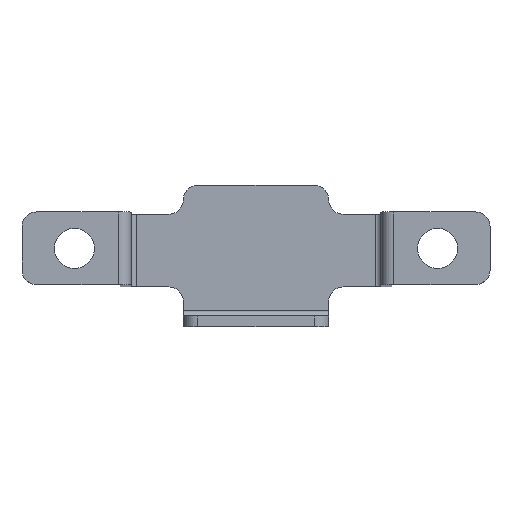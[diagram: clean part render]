
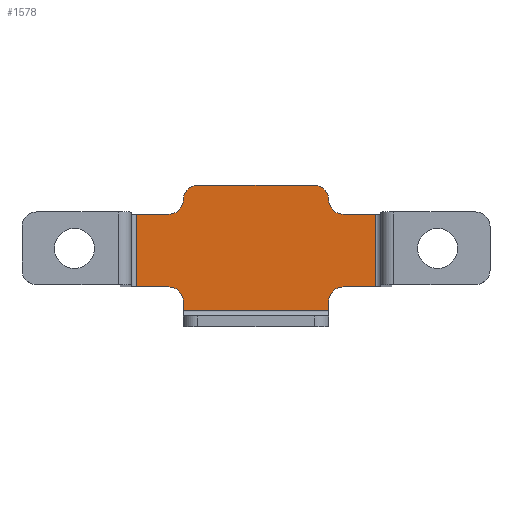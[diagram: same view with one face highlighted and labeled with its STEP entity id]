
A CAD part, top view. The second image highlights one B-rep face of the part: STEP entity #1578.
In plain terms, the highlighted planar face has unit normal (0, 0, 1).
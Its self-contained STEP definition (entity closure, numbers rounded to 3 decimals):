
#10 = FACE_OUTER_BOUND ( 'NONE', #1266, .T. ) ;
#18 = AXIS2_PLACEMENT_3D ( 'NONE', #939, #712, #424 ) ;
#24 = VECTOR ( 'NONE', #1530, 1000. ) ;
#26 = CARTESIAN_POINT ( 'NONE',  ( -12., -7., 0. ) ) ;
#34 = LINE ( 'NONE', #1224, #1406 ) ;
#45 = LINE ( 'NONE', #505, #24 ) ;
#47 = ORIENTED_EDGE ( 'NONE', *, *, #835, .F. ) ;
#78 = DIRECTION ( 'NONE',  ( 0., 0., 1. ) ) ;
#101 = AXIS2_PLACEMENT_3D ( 'NONE', #1500, #78, #722 ) ;
#117 = VECTOR ( 'NONE', #449, 1000. ) ;
#142 = AXIS2_PLACEMENT_3D ( 'NONE', #1109, #322, #974 ) ;
#143 = CARTESIAN_POINT ( 'NONE',  ( 10., 5., 0. ) ) ;
#164 = EDGE_CURVE ( 'NONE', #325, #236, #792, .T. ) ;
#168 = CIRCLE ( 'NONE', #142, 2. ) ;
#182 = ORIENTED_EDGE ( 'NONE', *, *, #1471, .F. ) ;
#221 = CARTESIAN_POINT ( 'NONE',  ( -10., 5., 0. ) ) ;
#236 = VERTEX_POINT ( 'NONE', #1670 ) ;
#255 = CARTESIAN_POINT ( 'NONE',  ( 0., -8.263, 0. ) ) ;
#295 = EDGE_CURVE ( 'NONE', #719, #418, #1383, .T. ) ;
#296 = CARTESIAN_POINT ( 'NONE',  ( -8., 7., 0. ) ) ;
#317 = ORIENTED_EDGE ( 'NONE', *, *, #1077, .T. ) ;
#322 = DIRECTION ( 'NONE',  ( 0., 0., -1. ) ) ;
#325 = VERTEX_POINT ( 'NONE', #1313 ) ;
#328 = CARTESIAN_POINT ( 'NONE',  ( 16.463, 5., 0. ) ) ;
#329 = CARTESIAN_POINT ( 'NONE',  ( 10., -8.263, 0. ) ) ;
#366 = VERTEX_POINT ( 'NONE', #1564 ) ;
#380 = CARTESIAN_POINT ( 'NONE',  ( 8., 9., 0. ) ) ;
#385 = EDGE_CURVE ( 'NONE', #1623, #1039, #1087, .T. ) ;
#386 = LINE ( 'NONE', #801, #1033 ) ;
#395 = CARTESIAN_POINT ( 'NONE',  ( -8., 9., 0. ) ) ;
#412 = VECTOR ( 'NONE', #1193, 1000. ) ;
#414 = VERTEX_POINT ( 'NONE', #570 ) ;
#418 = VERTEX_POINT ( 'NONE', #1462 ) ;
#424 = DIRECTION ( 'NONE',  ( -1., 0., 0. ) ) ;
#433 = CIRCLE ( 'NONE', #18, 2. ) ;
#434 = AXIS2_PLACEMENT_3D ( 'NONE', #296, #1088, #1612 ) ;
#449 = DIRECTION ( 'NONE',  ( -1., 0., 0. ) ) ;
#475 = LINE ( 'NONE', #1058, #1630 ) ;
#484 = ORIENTED_EDGE ( 'NONE', *, *, #385, .T. ) ;
#501 = AXIS2_PLACEMENT_3D ( 'NONE', #1045, #1420, #809 ) ;
#505 = CARTESIAN_POINT ( 'NONE',  ( 16.463, 0., 0. ) ) ;
#527 = DIRECTION ( 'NONE',  ( 1., 0., 0. ) ) ;
#536 = DIRECTION ( 'NONE',  ( -1., 0., 0. ) ) ;
#559 = CIRCLE ( 'NONE', #612, 2. ) ;
#568 = EDGE_CURVE ( 'NONE', #366, #236, #1610, .T. ) ;
#570 = CARTESIAN_POINT ( 'NONE',  ( -16.463, -5., 0. ) ) ;
#580 = VERTEX_POINT ( 'NONE', #328 ) ;
#612 = AXIS2_PLACEMENT_3D ( 'NONE', #26, #1602, #951 ) ;
#620 = AXIS2_PLACEMENT_3D ( 'NONE', #985, #1491, #1115 ) ;
#703 = ORIENTED_EDGE ( 'NONE', *, *, #945, .T. ) ;
#712 = DIRECTION ( 'NONE',  ( 0., 0., -1. ) ) ;
#719 = VERTEX_POINT ( 'NONE', #380 ) ;
#722 = DIRECTION ( 'NONE',  ( 1., 0., 0. ) ) ;
#732 = DIRECTION ( 'NONE',  ( 1., 0., 0. ) ) ;
#739 = LINE ( 'NONE', #1119, #1426 ) ;
#746 = PLANE ( 'NONE',  #101 ) ;
#747 = VERTEX_POINT ( 'NONE', #1650 ) ;
#750 = EDGE_CURVE ( 'NONE', #747, #580, #45, .T. ) ;
#757 = VERTEX_POINT ( 'NONE', #889 ) ;
#786 = CARTESIAN_POINT ( 'NONE',  ( -10., -7., 0. ) ) ;
#792 = LINE ( 'NONE', #221, #1524 ) ;
#801 = CARTESIAN_POINT ( 'NONE',  ( 10., -5., 0. ) ) ;
#809 = DIRECTION ( 'NONE',  ( 1., 0., 0. ) ) ;
#818 = ORIENTED_EDGE ( 'NONE', *, *, #750, .T. ) ;
#825 = DIRECTION ( 'NONE',  ( 0., -1., 0. ) ) ;
#835 = EDGE_CURVE ( 'NONE', #1623, #876, #1017, .T. ) ;
#847 = ORIENTED_EDGE ( 'NONE', *, *, #1374, .F. ) ;
#861 = EDGE_CURVE ( 'NONE', #757, #1039, #475, .T. ) ;
#866 = EDGE_CURVE ( 'NONE', #991, #580, #1588, .T. ) ;
#873 = CARTESIAN_POINT ( 'NONE',  ( 12., -5., 0. ) ) ;
#876 = VERTEX_POINT ( 'NONE', #786 ) ;
#888 = VERTEX_POINT ( 'NONE', #1445 ) ;
#889 = CARTESIAN_POINT ( 'NONE',  ( 10., -7., 0. ) ) ;
#926 = DIRECTION ( 'NONE',  ( 0., 1., 0. ) ) ;
#934 = CARTESIAN_POINT ( 'NONE',  ( -10., -5., 0. ) ) ;
#939 = CARTESIAN_POINT ( 'NONE',  ( 12., 7., 0. ) ) ;
#945 = EDGE_CURVE ( 'NONE', #888, #876, #559, .T. ) ;
#946 = VECTOR ( 'NONE', #527, 1000. ) ;
#951 = DIRECTION ( 'NONE',  ( -1., 0., 0. ) ) ;
#974 = DIRECTION ( 'NONE',  ( -1., 0., 0. ) ) ;
#975 = EDGE_CURVE ( 'NONE', #991, #418, #433, .T. ) ;
#985 = CARTESIAN_POINT ( 'NONE',  ( -12., 7., 0. ) ) ;
#991 = VERTEX_POINT ( 'NONE', #1324 ) ;
#1017 = LINE ( 'NONE', #934, #1104 ) ;
#1033 = VECTOR ( 'NONE', #536, 1000. ) ;
#1039 = VERTEX_POINT ( 'NONE', #329 ) ;
#1045 = CARTESIAN_POINT ( 'NONE',  ( 8., 7., 0. ) ) ;
#1058 = CARTESIAN_POINT ( 'NONE',  ( 10., -5., 0. ) ) ;
#1062 = ORIENTED_EDGE ( 'NONE', *, *, #1457, .F. ) ;
#1077 = EDGE_CURVE ( 'NONE', #757, #1609, #168, .T. ) ;
#1083 = CARTESIAN_POINT ( 'NONE',  ( -10., -5., 0. ) ) ;
#1087 = LINE ( 'NONE', #255, #946 ) ;
#1088 = DIRECTION ( 'NONE',  ( 0., 0., -1. ) ) ;
#1092 = ORIENTED_EDGE ( 'NONE', *, *, #164, .F. ) ;
#1104 = VECTOR ( 'NONE', #926, 1000. ) ;
#1109 = CARTESIAN_POINT ( 'NONE',  ( 12., -7., 0. ) ) ;
#1115 = DIRECTION ( 'NONE',  ( -1., 0., 0. ) ) ;
#1116 = CIRCLE ( 'NONE', #434, 2. ) ;
#1119 = CARTESIAN_POINT ( 'NONE',  ( 10., 9., 0. ) ) ;
#1144 = ORIENTED_EDGE ( 'NONE', *, *, #568, .T. ) ;
#1173 = DIRECTION ( 'NONE',  ( 0., -1., 0. ) ) ;
#1178 = ORIENTED_EDGE ( 'NONE', *, *, #975, .T. ) ;
#1193 = DIRECTION ( 'NONE',  ( 1., 0., 0. ) ) ;
#1221 = VERTEX_POINT ( 'NONE', #395 ) ;
#1224 = CARTESIAN_POINT ( 'NONE',  ( -16.463, -5., 0. ) ) ;
#1266 = EDGE_LOOP ( 'NONE', ( #818, #1541, #1178, #1460, #1526, #182, #1144, #1092, #1531, #1062, #703, #47, #484, #1628, #317, #847 ) ) ;
#1269 = LINE ( 'NONE', #1083, #117 ) ;
#1313 = CARTESIAN_POINT ( 'NONE',  ( -16.463, 5., 0. ) ) ;
#1324 = CARTESIAN_POINT ( 'NONE',  ( 12., 5., 0. ) ) ;
#1374 = EDGE_CURVE ( 'NONE', #747, #1609, #386, .T. ) ;
#1383 = CIRCLE ( 'NONE', #501, 2. ) ;
#1406 = VECTOR ( 'NONE', #825, 1000. ) ;
#1420 = DIRECTION ( 'NONE',  ( 0., 0., -1. ) ) ;
#1426 = VECTOR ( 'NONE', #732, 1000. ) ;
#1445 = CARTESIAN_POINT ( 'NONE',  ( -12., -5., 0. ) ) ;
#1457 = EDGE_CURVE ( 'NONE', #888, #414, #1269, .T. ) ;
#1460 = ORIENTED_EDGE ( 'NONE', *, *, #295, .F. ) ;
#1462 = CARTESIAN_POINT ( 'NONE',  ( 10., 7., 0. ) ) ;
#1471 = EDGE_CURVE ( 'NONE', #366, #1221, #1116, .T. ) ;
#1491 = DIRECTION ( 'NONE',  ( 0., 0., -1. ) ) ;
#1495 = EDGE_CURVE ( 'NONE', #325, #414, #34, .T. ) ;
#1500 = CARTESIAN_POINT ( 'NONE',  ( 0., 0., 0. ) ) ;
#1524 = VECTOR ( 'NONE', #1545, 1000. ) ;
#1526 = ORIENTED_EDGE ( 'NONE', *, *, #1617, .F. ) ;
#1530 = DIRECTION ( 'NONE',  ( 0., 1., 0. ) ) ;
#1531 = ORIENTED_EDGE ( 'NONE', *, *, #1495, .T. ) ;
#1541 = ORIENTED_EDGE ( 'NONE', *, *, #866, .F. ) ;
#1545 = DIRECTION ( 'NONE',  ( 1., 0., 0. ) ) ;
#1564 = CARTESIAN_POINT ( 'NONE',  ( -10., 7., 0. ) ) ;
#1578 = ADVANCED_FACE ( 'NONE', ( #10 ), #746, .T. ) ;
#1588 = LINE ( 'NONE', #143, #412 ) ;
#1602 = DIRECTION ( 'NONE',  ( 0., 0., -1. ) ) ;
#1609 = VERTEX_POINT ( 'NONE', #873 ) ;
#1610 = CIRCLE ( 'NONE', #620, 2. ) ;
#1612 = DIRECTION ( 'NONE',  ( 1., 0., 0. ) ) ;
#1617 = EDGE_CURVE ( 'NONE', #1221, #719, #739, .T. ) ;
#1623 = VERTEX_POINT ( 'NONE', #1624 ) ;
#1624 = CARTESIAN_POINT ( 'NONE',  ( -10., -8.263, 0. ) ) ;
#1628 = ORIENTED_EDGE ( 'NONE', *, *, #861, .F. ) ;
#1630 = VECTOR ( 'NONE', #1173, 1000. ) ;
#1650 = CARTESIAN_POINT ( 'NONE',  ( 16.463, -5., 0. ) ) ;
#1670 = CARTESIAN_POINT ( 'NONE',  ( -12., 5., 0. ) ) ;
